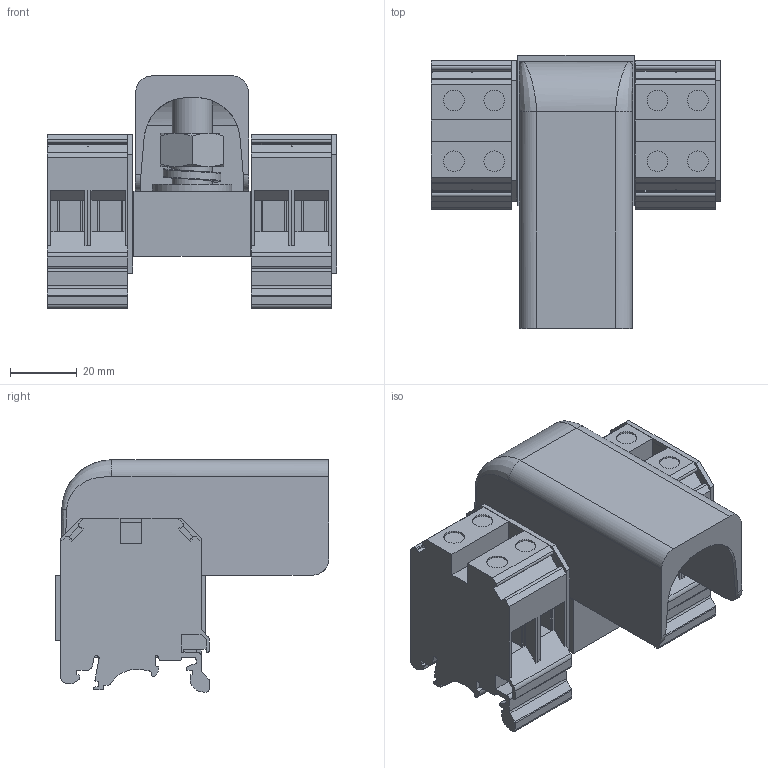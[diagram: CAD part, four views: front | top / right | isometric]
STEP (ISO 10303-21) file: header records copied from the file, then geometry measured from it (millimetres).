
FILE_DESCRIPTION(/* description */ ('Unknown'),/* implementation_level */ '2;1');
FILE_NAME(/* name */ 'DBK150-16-1X4_GY_3D_SOLID',/* time_stamp */ '2024-11-29T17:07:38+06:00',/* author */ ('Unknown'),/* organization */ ('Unknown'),/* preprocessor_version */ 'ST-DEVELOPER v16.7',/* originating_system */ 'Solid Edge',/* authorisation */ 'Unknown');
FILE_SCHEMA (('AUTOMOTIVE_DESIGN {1 0 10303 214 3 1 1}'));
Length unit declared in the file: millimetre
Products named in the file (1): DBK150-16-1X4_GY_3D_SOLID
Bounding box: 86.55 x 81.88 x 69.5 mm (x, y, z)
Volume: 130880.7 mm3; surface area: 59275.1 mm2
Topology: 2 solids, 2 shells, 573 faces, 1609 edges, 1065 vertices
Faces by surface type: plane 442, cylinder 102, bspline 16, cone 13
Full cylindrical faces by diameter (mm): 2 x4, 6.2 x8, 12 x2, 14 x1, 23.7 x1
Entity records: 23614 total; most frequent: CARTESIAN_POINT 4931, ORIENTED_EDGE 3160, DIRECTION 2822, EDGE_CURVE 1580, LINE 1284, VECTOR 1284, VERTEX_POINT 1057, AXIS2_PLACEMENT_3D 769
